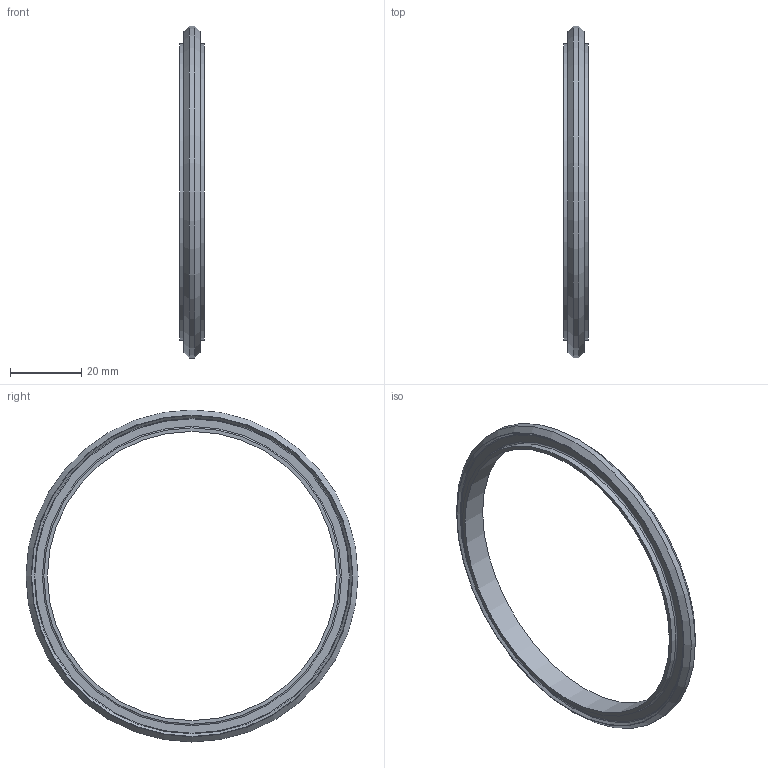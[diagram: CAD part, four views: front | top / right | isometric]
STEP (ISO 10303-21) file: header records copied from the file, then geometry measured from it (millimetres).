
FILE_DESCRIPTION(/* description */ (''),/* implementation_level */ '2;1');
FILE_NAME(/* name */ '34.080001.342.108',/* time_stamp */ '2019-04-17T14:16:42+02:00',/* author */ ('Murat Coskun Bicak'),/* organization */ ('Evac AG'),/* preprocessor_version */ 'ST-DEVELOPER v16.7',/* originating_system */ 'DEX',/* authorisation */ $);
FILE_SCHEMA (('AUTOMOTIVE_DESIGN {1 0 10303 214 3 1 1}'));
Length unit declared in the file: millimetre
Products named in the file (1): 34.080001.342.108
Bounding box: 7 x 93 x 93 mm (x, y, z)
Volume: 6188.1 mm3; surface area: 6992.1 mm2
Topology: 1 solids, 1 shells, 18 faces, 34 edges, 22 vertices
Faces by surface type: plane 6, cone 4, cylinder 4, torus 4
Full cylindrical faces by diameter (mm): 81 x1, 83 x2, 93 x1
Entity records: 398 total; most frequent: DIRECTION 74, CARTESIAN_POINT 55, AXIS2_PLACEMENT_3D 37, ORIENTED_EDGE 36, EDGE_LOOP 36, FACE_BOUND 36, EDGE_CURVE 18, VERTEX_POINT 18
